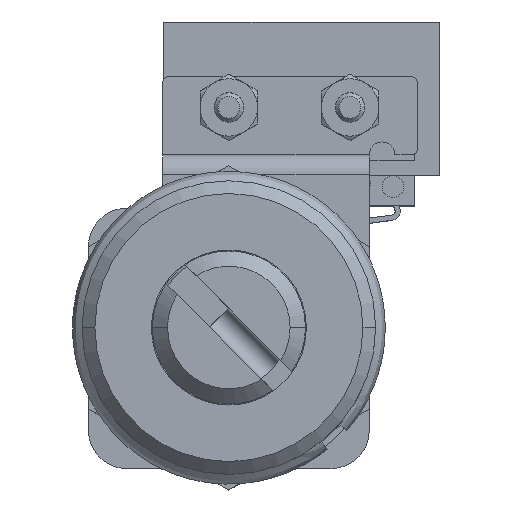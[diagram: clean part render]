
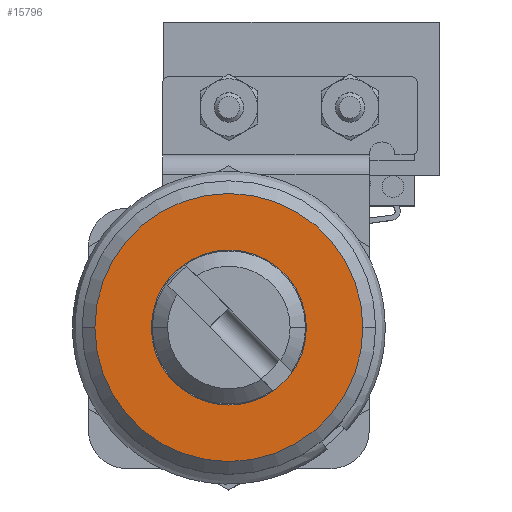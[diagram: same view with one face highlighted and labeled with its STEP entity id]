
A CAD part, top view. The second image highlights one B-rep face of the part: STEP entity #15796.
In plain terms, the highlighted planar face has unit normal (0, 0, 1).
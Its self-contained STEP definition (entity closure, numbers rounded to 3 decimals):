
#516 = EDGE_CURVE ( 'NONE', #4261, #13305, #7136, .T. ) ;
#935 = DIRECTION ( 'NONE',  ( 1., 0., 0. ) ) ;
#1114 = ORIENTED_EDGE ( 'NONE', *, *, #516, .F. ) ;
#1773 = CARTESIAN_POINT ( 'NONE',  ( 0., 0., 0. ) ) ;
#2861 = DIRECTION ( 'NONE',  ( 0., 0., 1. ) ) ;
#3707 = EDGE_LOOP ( 'NONE', ( #6319, #11519 ) ) ;
#4261 = VERTEX_POINT ( 'NONE', #15864 ) ;
#4781 = CARTESIAN_POINT ( 'NONE',  ( 0., 0., 0. ) ) ;
#5182 = CARTESIAN_POINT ( 'NONE',  ( 6.075, 0., 0. ) ) ;
#5514 = DIRECTION ( 'NONE',  ( -1., 0., 0. ) ) ;
#6319 = ORIENTED_EDGE ( 'NONE', *, *, #12509, .T. ) ;
#6618 = CIRCLE ( 'NONE', #18605, 10.5 ) ;
#6842 = VERTEX_POINT ( 'NONE', #8726 ) ;
#7032 = FACE_OUTER_BOUND ( 'NONE', #3707, .T. ) ;
#7136 = CIRCLE ( 'NONE', #12666, 6.075 ) ;
#7423 = DIRECTION ( 'NONE',  ( 0., 0., 1. ) ) ;
#7470 = DIRECTION ( 'NONE',  ( -1., 0., 0. ) ) ;
#7508 = DIRECTION ( 'NONE',  ( -1., 0., 0. ) ) ;
#8414 = EDGE_CURVE ( 'NONE', #13305, #4261, #9951, .T. ) ;
#8726 = CARTESIAN_POINT ( 'NONE',  ( -10.5, 0., 0. ) ) ;
#9414 = DIRECTION ( 'NONE',  ( 0., 0., 1. ) ) ;
#9448 = DIRECTION ( 'NONE',  ( 0., 0., -1. ) ) ;
#9951 = CIRCLE ( 'NONE', #16087, 6.075 ) ;
#9991 = CIRCLE ( 'NONE', #14959, 10.5 ) ;
#10432 = FACE_BOUND ( 'NONE', #17216, .T. ) ;
#10908 = AXIS2_PLACEMENT_3D ( 'NONE', #11353, #9448, #7508 ) ;
#11322 = CARTESIAN_POINT ( 'NONE',  ( 0., 0., 0. ) ) ;
#11353 = CARTESIAN_POINT ( 'NONE',  ( 0., 11.5, 0. ) ) ;
#11519 = ORIENTED_EDGE ( 'NONE', *, *, #16709, .T. ) ;
#11893 = CARTESIAN_POINT ( 'NONE',  ( 10.5, 0., 0. ) ) ;
#12509 = EDGE_CURVE ( 'NONE', #6842, #16317, #6618, .T. ) ;
#12666 = AXIS2_PLACEMENT_3D ( 'NONE', #4781, #2861, #935 ) ;
#13246 = PLANE ( 'NONE',  #10908 ) ;
#13305 = VERTEX_POINT ( 'NONE', #5182 ) ;
#14959 = AXIS2_PLACEMENT_3D ( 'NONE', #11322, #9414, #7470 ) ;
#15796 = ADVANCED_FACE ( 'NONE', ( #7032, #10432 ), #13246, .F. ) ;
#15864 = CARTESIAN_POINT ( 'NONE',  ( -6.075, 0., 0. ) ) ;
#16087 = AXIS2_PLACEMENT_3D ( 'NONE', #1773, #18509, #16589 ) ;
#16317 = VERTEX_POINT ( 'NONE', #11893 ) ;
#16589 = DIRECTION ( 'NONE',  ( 1., 0., 0. ) ) ;
#16709 = EDGE_CURVE ( 'NONE', #16317, #6842, #9991, .T. ) ;
#16713 = ORIENTED_EDGE ( 'NONE', *, *, #8414, .F. ) ;
#16961 = CARTESIAN_POINT ( 'NONE',  ( 0., 0., 0. ) ) ;
#17216 = EDGE_LOOP ( 'NONE', ( #16713, #1114 ) ) ;
#18509 = DIRECTION ( 'NONE',  ( 0., 0., 1. ) ) ;
#18605 = AXIS2_PLACEMENT_3D ( 'NONE', #16961, #7423, #5514 ) ;
